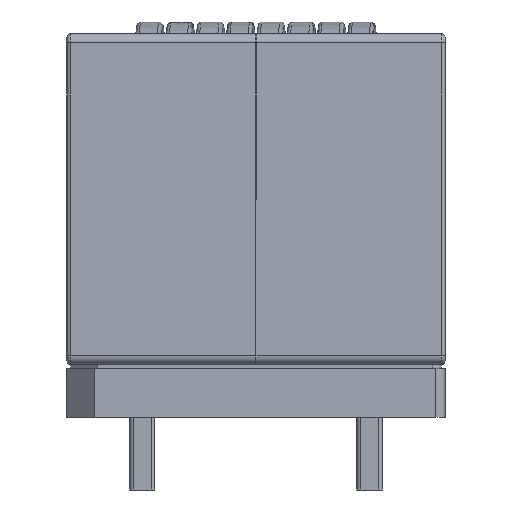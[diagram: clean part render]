
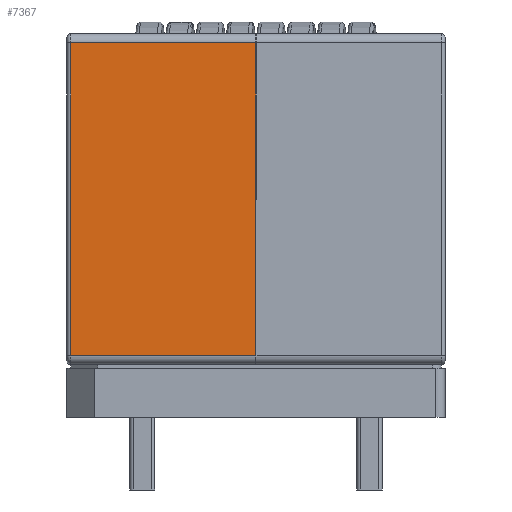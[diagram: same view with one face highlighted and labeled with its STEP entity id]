
A CAD part, left-side view. The second image highlights one B-rep face of the part: STEP entity #7367.
In plain terms, the highlighted face is planar.
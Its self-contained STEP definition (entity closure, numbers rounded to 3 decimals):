
#1567=ORIENTED_EDGE('',*,*,#3497,.T.);
#1568=ORIENTED_EDGE('',*,*,#3498,.T.);
#1569=ORIENTED_EDGE('',*,*,#3499,.T.);
#1570=ORIENTED_EDGE('',*,*,#3481,.F.);
#3481=EDGE_CURVE('',#4473,#4474,#5185,.T.);
#3497=EDGE_CURVE('',#4473,#4485,#5191,.F.);
#3498=EDGE_CURVE('',#4485,#4486,#5192,.T.);
#3499=EDGE_CURVE('',#4486,#4474,#5193,.T.);
#4473=VERTEX_POINT('',#17166);
#4474=VERTEX_POINT('',#17167);
#4485=VERTEX_POINT('',#17196);
#4486=VERTEX_POINT('',#17198);
#5185=LINE('',#17165,#5677);
#5191=LINE('',#17195,#5683);
#5192=LINE('',#17197,#5684);
#5193=LINE('',#17199,#5685);
#5677=VECTOR('',#10582,1000.);
#5683=VECTOR('',#10612,1000.);
#5684=VECTOR('',#10613,1000.);
#5685=VECTOR('',#10614,1000.);
#6119=EDGE_LOOP('',(#1567,#1568,#1569,#1570));
#6631=FACE_BOUND('',#6119,.T.);
#7100=PLANE('',#9883);
#7367=ADVANCED_FACE('',(#6631),#7100,.T.);
#9883=AXIS2_PLACEMENT_3D('',#17194,#10610,#10611);
#10582=DIRECTION('',(0.,-1.,0.));
#10610=DIRECTION('',(1.,0.,0.));
#10611=DIRECTION('',(0.,1.,0.));
#10612=DIRECTION('',(0.,0.,-1.));
#10613=DIRECTION('',(0.,-1.,0.));
#10614=DIRECTION('',(0.,0.,-1.));
#17165=CARTESIAN_POINT('',(12.5,9.1,-5.2));
#17166=CARTESIAN_POINT('',(12.5,8.6,-5.2));
#17167=CARTESIAN_POINT('',(12.5,-8.6,-5.2));
#17194=CARTESIAN_POINT('',(12.5,9.1,5.2));
#17195=CARTESIAN_POINT('',(12.5,8.6,5.2));
#17196=CARTESIAN_POINT('',(12.5,8.6,5.));
#17197=CARTESIAN_POINT('',(12.5,-8.6,5.));
#17198=CARTESIAN_POINT('',(12.5,-8.6,5.));
#17199=CARTESIAN_POINT('',(12.5,-8.6,5.2));
